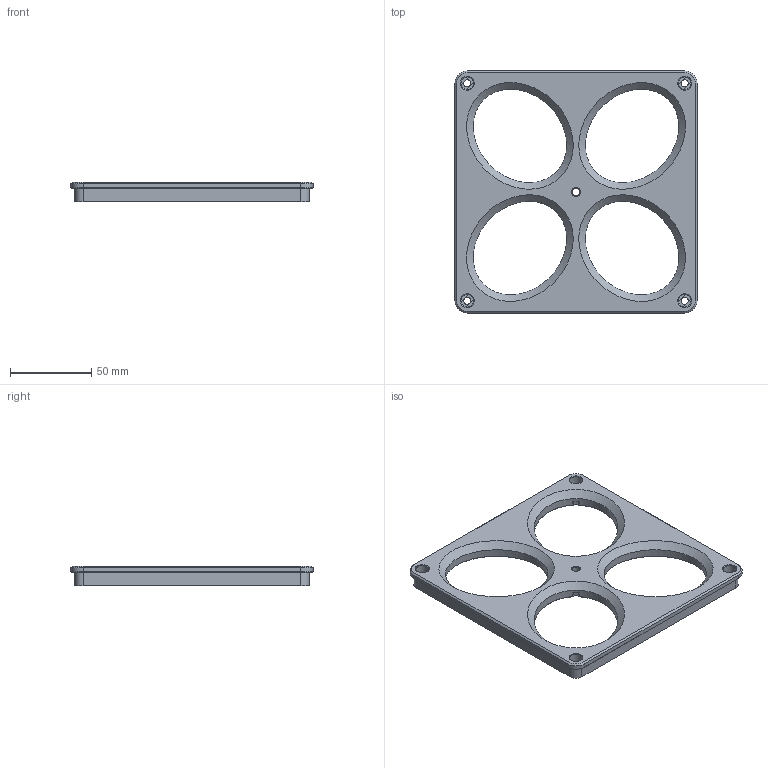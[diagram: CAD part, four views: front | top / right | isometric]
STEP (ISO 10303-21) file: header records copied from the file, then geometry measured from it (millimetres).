
FILE_DESCRIPTION(/* description */ (''),/* implementation_level */ '2;1');
FILE_NAME(/* name */ 'Stealth Filter Frame v10.step',/* time_stamp */ '2023-09-09T10:13:23-07:00',/* author */ (''),/* organization */ (''),/* preprocessor_version */ 'ST-DEVELOPER v20',/* originating_system */ 'Autodesk Translation Framework v12.9.0.99',/* authorisation */ '');
FILE_SCHEMA (('AUTOMOTIVE_DESIGN { 1 0 10303 214 3 1 1 }'));
Length unit declared in the file: millimetre
Products named in the file (3): Stealth Filter Frame; Stealth Filter Frame_1; Nut Plug
Assembly tree (2 placements, depth 2):
  Stealth Filter Frame
    Stealth Filter Frame_1
    Nut Plug
Bounding box: 148.8 x 148.8 x 12 mm (x, y, z)
Volume: 110491.6 mm3; surface area: 41231.6 mm2
Topology: 2 solids, 2 shells, 254 faces, 636 edges, 390 vertices
Faces by surface type: plane 112, cylinder 60, cone 58, bspline 24
Full cylindrical faces by diameter (mm): 4.5 x5, 5 x1, 7.8 x4, 15 x2
Entity records: 9107 total; most frequent: CARTESIAN_POINT 2941, DIRECTION 1284, ORIENTED_EDGE 1272, EDGE_CURVE 636, AXIS2_PLACEMENT_3D 469, VERTEX_POINT 390, LINE 346, VECTOR 346
